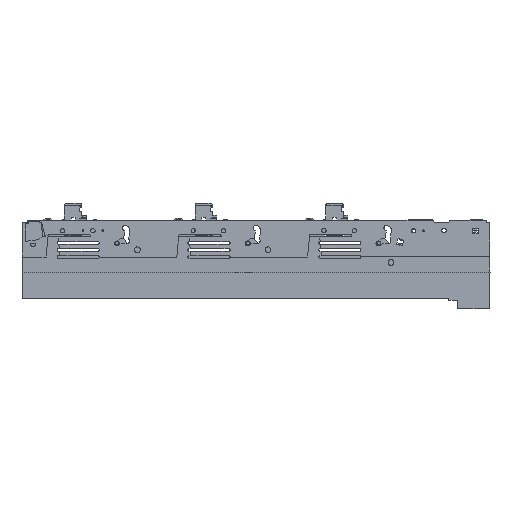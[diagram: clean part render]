
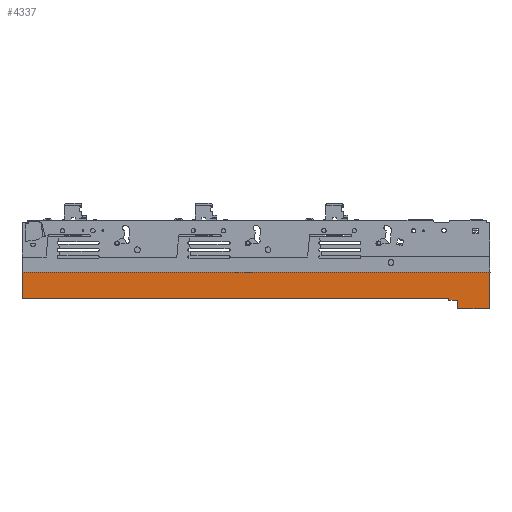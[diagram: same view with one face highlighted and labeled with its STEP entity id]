
A CAD part, left-side view. The second image highlights one B-rep face of the part: STEP entity #4337.
In plain terms, the highlighted planar face has unit normal (-1, 0, 0).
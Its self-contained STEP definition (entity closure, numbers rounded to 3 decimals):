
#4337=ADVANCED_FACE('K\X\D6RPER.13',(#10172),#10173,.F.);
#10172=FACE_OUTER_BOUND('',#17621,.T.);
#10173=PLANE('',#17622);
#17621=EDGE_LOOP('',(#32289,#32290,#32291,#32292,#32293,#32294,#32295,#32296));
#17622=AXIS2_PLACEMENT_3D('',#32297,#32298,#32299);
#32289=ORIENTED_EDGE('',*,*,#49867,.F.);
#32290=ORIENTED_EDGE('',*,*,#49873,.F.);
#32291=ORIENTED_EDGE('',*,*,#49340,.F.);
#32292=ORIENTED_EDGE('',*,*,#49336,.F.);
#32293=ORIENTED_EDGE('',*,*,#49332,.F.);
#32294=ORIENTED_EDGE('',*,*,#49874,.F.);
#32295=ORIENTED_EDGE('',*,*,#45323,.F.);
#32296=ORIENTED_EDGE('',*,*,#49870,.F.);
#32297=CARTESIAN_POINT('',(0.0,397.63,15.0));
#32298=DIRECTION('',(1.0,0.0,0.0));
#32299=DIRECTION('',(0.0,-1.0,0.0));
#45323=EDGE_CURVE('LINE',#54714,#54693,#54716,.T.);
#49332=EDGE_CURVE('LINE',#61054,#61057,#61058,.T.);
#49336=EDGE_CURVE('LINE',#61057,#61063,#61064,.T.);
#49340=EDGE_CURVE('LINE',#61063,#61069,#61070,.T.);
#49867=EDGE_CURVE('LINE',#61846,#61848,#61849,.T.);
#49870=EDGE_CURVE('LINE',#61848,#54714,#61852,.T.);
#49873=EDGE_CURVE('LINE',#61069,#61846,#61855,.T.);
#49874=EDGE_CURVE('LINE',#54693,#61054,#61856,.T.);
#54693=VERTEX_POINT('',#68579);
#54714=VERTEX_POINT('',#68610);
#54716=LINE('',#68613,#68614);
#61054=VERTEX_POINT('',#78738);
#61057=VERTEX_POINT('',#78742);
#61058=LINE('',#78743,#78744);
#61063=VERTEX_POINT('',#78751);
#61064=LINE('',#78752,#78753);
#61069=VERTEX_POINT('',#78760);
#61070=LINE('',#78761,#78762);
#61846=VERTEX_POINT('',#79920);
#61848=VERTEX_POINT('',#79923);
#61849=LINE('',#79924,#79925);
#61852=LINE('',#79929,#79930);
#61855=LINE('',#79934,#79935);
#61856=LINE('',#79936,#79937);
#68579=CARTESIAN_POINT('',(0.0,0.0,51.8));
#68610=CARTESIAN_POINT('',(0.0,662.324,51.8));
#68613=CARTESIAN_POINT('',(0.0,331.162,51.8));
#68614=VECTOR('',#89449,1.0);
#78738=CARTESIAN_POINT('',(0.0,0.817,0.0));
#78742=CARTESIAN_POINT('',(0.0,45.867,0.0));
#78743=CARTESIAN_POINT('',(0.0,23.342,0.0));
#78744=VECTOR('',#93932,1.0);
#78751=CARTESIAN_POINT('',(0.0,46.158,12.0));
#78752=CARTESIAN_POINT('',(0.0,46.012,6.0));
#78753=VECTOR('',#93935,1.0);
#78760=CARTESIAN_POINT('',(0.0,58.243,12.0));
#78761=CARTESIAN_POINT('',(0.0,52.2,12.0));
#78762=VECTOR('',#93938,1.0);
#79920=CARTESIAN_POINT('',(0.0,58.356,15.0));
#79923=CARTESIAN_POINT('',(0.0,661.643,15.0));
#79924=CARTESIAN_POINT('',(0.0,360.,15.0));
#79925=VECTOR('',#94349,1.0);
#79929=CARTESIAN_POINT('',(0.0,661.983,33.4));
#79930=VECTOR('',#94351,1.0);
#79934=CARTESIAN_POINT('',(0.0,58.3,13.5));
#79935=VECTOR('',#94353,1.0);
#79936=CARTESIAN_POINT('',(0.0,0.409,25.9));
#79937=VECTOR('',#94354,1.0);
#89449=DIRECTION('',(0.0,-1.0,0.0));
#93932=DIRECTION('',(0.0,1.0,0.0));
#93935=DIRECTION('',(0.0,0.024,1.));
#93938=DIRECTION('',(0.0,1.0,0.0));
#94349=DIRECTION('',(0.0,1.0,0.0));
#94351=DIRECTION('',(0.0,0.018,1.));
#94353=DIRECTION('',(0.0,0.038,0.999));
#94354=DIRECTION('',(0.0,0.016,-1.));
